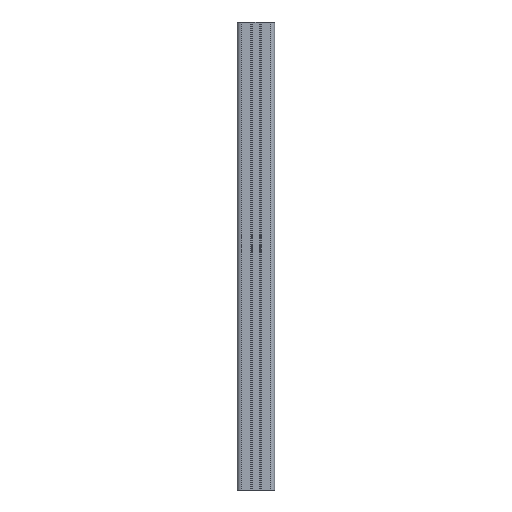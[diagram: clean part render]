
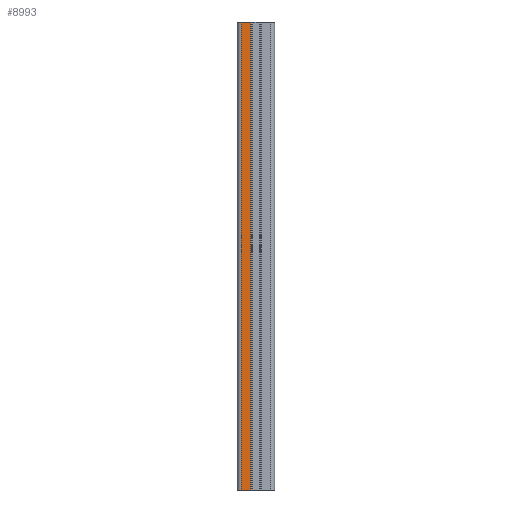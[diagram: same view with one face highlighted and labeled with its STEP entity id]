
A CAD part, left-side view. The second image highlights one B-rep face of the part: STEP entity #8993.
In plain terms, the highlighted planar face has unit normal (-1, 0, 0).
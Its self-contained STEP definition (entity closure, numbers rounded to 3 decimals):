
#161 = CARTESIAN_POINT ( 'NONE',  ( -20., 15.5, 0. ) ) ;
#981 = CARTESIAN_POINT ( 'NONE',  ( -20., 15.5, 0. ) ) ;
#1150 = CARTESIAN_POINT ( 'NONE',  ( -20., 15.5, 500. ) ) ;
#1167 = VERTEX_POINT ( 'NONE', #3669 ) ;
#1208 = PLANE ( 'NONE',  #5631 ) ;
#1453 = VERTEX_POINT ( 'NONE', #10094 ) ;
#1644 = ORIENTED_EDGE ( 'NONE', *, *, #1685, .T. ) ;
#1685 = EDGE_CURVE ( 'NONE', #7558, #1453, #13132, .T. ) ;
#2799 = VECTOR ( 'NONE', #13154, 1000. ) ;
#3391 = EDGE_CURVE ( 'NONE', #10223, #7558, #14288, .T. ) ;
#3430 = LINE ( 'NONE', #14544, #10399 ) ;
#3669 = CARTESIAN_POINT ( 'NONE',  ( -20., 5.7, 500. ) ) ;
#3967 = ORIENTED_EDGE ( 'NONE', *, *, #13396, .F. ) ;
#5631 = AXIS2_PLACEMENT_3D ( 'NONE', #1150, #13500, #6334 ) ;
#6155 = FACE_OUTER_BOUND ( 'NONE', #11774, .T. ) ;
#6334 = DIRECTION ( 'NONE',  ( 0., 0., -1. ) ) ;
#6452 = ORIENTED_EDGE ( 'NONE', *, *, #3391, .T. ) ;
#6878 = CARTESIAN_POINT ( 'NONE',  ( -20., 15.5, 500. ) ) ;
#7558 = VERTEX_POINT ( 'NONE', #981 ) ;
#8041 = VECTOR ( 'NONE', #13987, 1000. ) ;
#8993 = ADVANCED_FACE ( 'NONE', ( #6155 ), #1208, .F. ) ;
#9427 = EDGE_CURVE ( 'NONE', #1167, #1453, #12534, .T. ) ;
#10046 = VECTOR ( 'NONE', #10110, 1000. ) ;
#10094 = CARTESIAN_POINT ( 'NONE',  ( -20., 5.7, 0. ) ) ;
#10110 = DIRECTION ( 'NONE',  ( 0., -1., 0. ) ) ;
#10223 = VERTEX_POINT ( 'NONE', #13016 ) ;
#10399 = VECTOR ( 'NONE', #13384, 1000. ) ;
#10812 = ORIENTED_EDGE ( 'NONE', *, *, #9427, .F. ) ;
#11774 = EDGE_LOOP ( 'NONE', ( #1644, #10812, #3967, #6452 ) ) ;
#12534 = LINE ( 'NONE', #15412, #2799 ) ;
#13016 = CARTESIAN_POINT ( 'NONE',  ( -20., 15.5, 500. ) ) ;
#13132 = LINE ( 'NONE', #161, #10046 ) ;
#13154 = DIRECTION ( 'NONE',  ( 0., 0., -1. ) ) ;
#13384 = DIRECTION ( 'NONE',  ( 0., -1., 0. ) ) ;
#13396 = EDGE_CURVE ( 'NONE', #10223, #1167, #3430, .T. ) ;
#13500 = DIRECTION ( 'NONE',  ( 1., 0., 0. ) ) ;
#13987 = DIRECTION ( 'NONE',  ( 0., 0., -1. ) ) ;
#14288 = LINE ( 'NONE', #6878, #8041 ) ;
#14544 = CARTESIAN_POINT ( 'NONE',  ( -20., 15.5, 500. ) ) ;
#15412 = CARTESIAN_POINT ( 'NONE',  ( -20., 5.7, 500. ) ) ;
